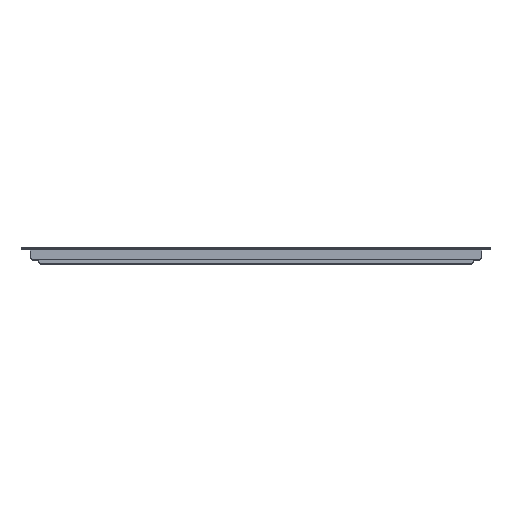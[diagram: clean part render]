
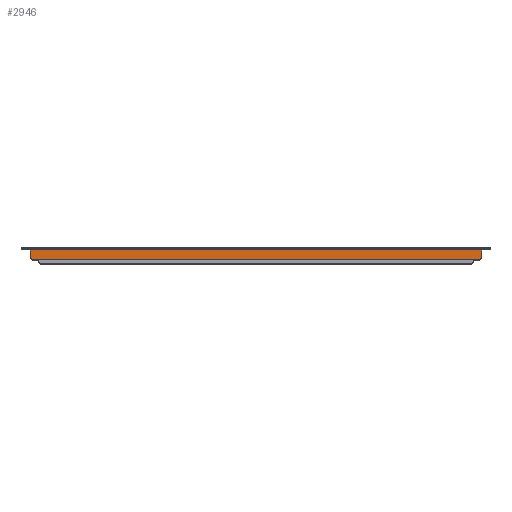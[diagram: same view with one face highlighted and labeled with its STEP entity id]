
A CAD part, top view. The second image highlights one B-rep face of the part: STEP entity #2946.
In plain terms, the highlighted planar face has unit normal (0, 0, 1).
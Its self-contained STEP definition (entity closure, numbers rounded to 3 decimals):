
#40 = CARTESIAN_POINT ( 'NONE',  ( -273.25, -15., 47.45 ) ) ;
#68 = CARTESIAN_POINT ( 'NONE',  ( -278.25, -1.5, 47.45 ) ) ;
#81 = CARTESIAN_POINT ( 'NONE',  ( -278.25, -10., 47.45 ) ) ;
#92 = AXIS2_PLACEMENT_3D ( 'NONE', #1066, #2175, #1587 ) ;
#111 = LINE ( 'NONE', #1221, #1766 ) ;
#167 = CARTESIAN_POINT ( 'NONE',  ( 278.25, -15., 47.45 ) ) ;
#238 = EDGE_CURVE ( 'NONE', #3005, #1093, #949, .T. ) ;
#270 = DIRECTION ( 'NONE',  ( 0., -1., 0. ) ) ;
#292 = EDGE_CURVE ( 'NONE', #2512, #1784, #111, .T. ) ;
#538 = CARTESIAN_POINT ( 'NONE',  ( -273.25, -10., 47.45 ) ) ;
#605 = DIRECTION ( 'NONE',  ( 0., 1., 0. ) ) ;
#823 = EDGE_CURVE ( 'NONE', #3309, #1093, #3080, .T. ) ;
#826 = ORIENTED_EDGE ( 'NONE', *, *, #292, .T. ) ;
#940 = VECTOR ( 'NONE', #1278, 1000. ) ;
#949 = LINE ( 'NONE', #2033, #2338 ) ;
#1042 = EDGE_LOOP ( 'NONE', ( #2066, #1227, #2269, #3233, #2244, #826 ) ) ;
#1066 = CARTESIAN_POINT ( 'NONE',  ( 273.25, -10., 47.45 ) ) ;
#1093 = VERTEX_POINT ( 'NONE', #40 ) ;
#1126 = DIRECTION ( 'NONE',  ( 0., 0., 1. ) ) ;
#1158 = CARTESIAN_POINT ( 'NONE',  ( 278.25, -3., 47.45 ) ) ;
#1221 = CARTESIAN_POINT ( 'NONE',  ( 0., -3., 47.45 ) ) ;
#1227 = ORIENTED_EDGE ( 'NONE', *, *, #823, .T. ) ;
#1278 = DIRECTION ( 'NONE',  ( 0., -1., 0. ) ) ;
#1396 = VECTOR ( 'NONE', #605, 1000. ) ;
#1479 = CARTESIAN_POINT ( 'NONE',  ( -278.25, -3., 47.45 ) ) ;
#1587 = DIRECTION ( 'NONE',  ( 0., -1., 0. ) ) ;
#1765 = CIRCLE ( 'NONE', #92, 5. ) ;
#1766 = VECTOR ( 'NONE', #2240, 1000. ) ;
#1784 = VERTEX_POINT ( 'NONE', #1479 ) ;
#1975 = VERTEX_POINT ( 'NONE', #2773 ) ;
#2033 = CARTESIAN_POINT ( 'NONE',  ( -278.25, -15., 47.45 ) ) ;
#2066 = ORIENTED_EDGE ( 'NONE', *, *, #3015, .F. ) ;
#2067 = DIRECTION ( 'NONE',  ( -1., 0., 0. ) ) ;
#2081 = EDGE_CURVE ( 'NONE', #3005, #1975, #1765, .T. ) ;
#2175 = DIRECTION ( 'NONE',  ( 0., 0., 1. ) ) ;
#2240 = DIRECTION ( 'NONE',  ( -1., 0., 0. ) ) ;
#2244 = ORIENTED_EDGE ( 'NONE', *, *, #3352, .F. ) ;
#2269 = ORIENTED_EDGE ( 'NONE', *, *, #238, .F. ) ;
#2338 = VECTOR ( 'NONE', #2067, 1000. ) ;
#2508 = AXIS2_PLACEMENT_3D ( 'NONE', #538, #1126, #270 ) ;
#2512 = VERTEX_POINT ( 'NONE', #1158 ) ;
#2530 = PLANE ( 'NONE',  #2651 ) ;
#2625 = LINE ( 'NONE', #167, #940 ) ;
#2651 = AXIS2_PLACEMENT_3D ( 'NONE', #2800, #3296, #3231 ) ;
#2773 = CARTESIAN_POINT ( 'NONE',  ( 278.25, -10., 47.45 ) ) ;
#2800 = CARTESIAN_POINT ( 'NONE',  ( 0., 0., 47.45 ) ) ;
#2946 = ADVANCED_FACE ( 'NONE', ( #3086 ), #2530, .T. ) ;
#3005 = VERTEX_POINT ( 'NONE', #3318 ) ;
#3015 = EDGE_CURVE ( 'NONE', #3309, #1784, #3066, .T. ) ;
#3066 = LINE ( 'NONE', #68, #1396 ) ;
#3080 = CIRCLE ( 'NONE', #2508, 5. ) ;
#3086 = FACE_OUTER_BOUND ( 'NONE', #1042, .T. ) ;
#3231 = DIRECTION ( 'NONE',  ( 0., -1., 0. ) ) ;
#3233 = ORIENTED_EDGE ( 'NONE', *, *, #2081, .T. ) ;
#3296 = DIRECTION ( 'NONE',  ( 0., 0., 1. ) ) ;
#3309 = VERTEX_POINT ( 'NONE', #81 ) ;
#3318 = CARTESIAN_POINT ( 'NONE',  ( 273.25, -15., 47.45 ) ) ;
#3352 = EDGE_CURVE ( 'NONE', #2512, #1975, #2625, .T. ) ;
